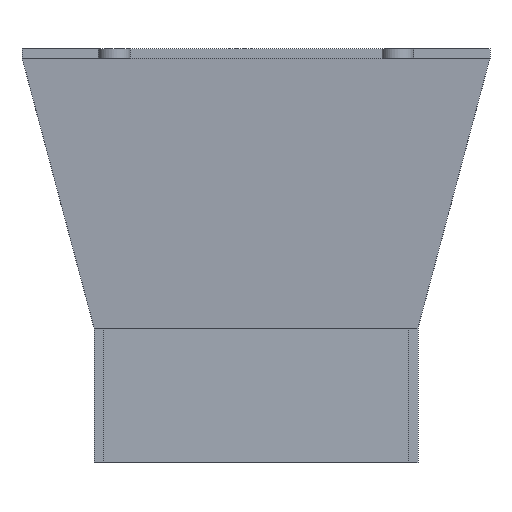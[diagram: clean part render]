
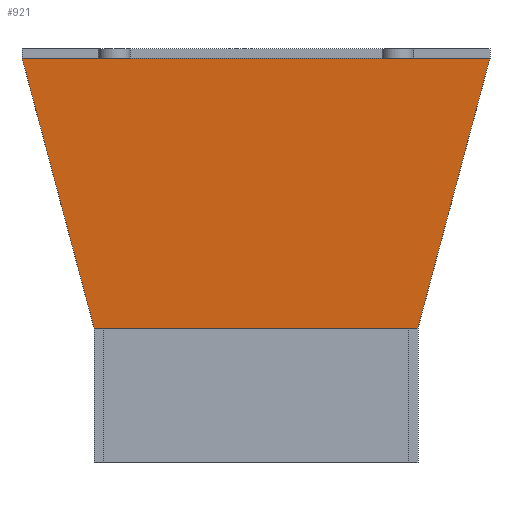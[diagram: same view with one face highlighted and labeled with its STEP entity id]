
A CAD part, front view. The second image highlights one B-rep face of the part: STEP entity #921.
In plain terms, the highlighted planar face has unit normal (0, -0.998, -0.058).
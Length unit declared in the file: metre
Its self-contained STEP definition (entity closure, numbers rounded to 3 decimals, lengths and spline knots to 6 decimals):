
#208=ORIENTED_EDGE('',*,*,#384,.F.);
#209=ORIENTED_EDGE('',*,*,#385,.F.);
#210=ORIENTED_EDGE('',*,*,#382,.F.);
#211=ORIENTED_EDGE('',*,*,#304,.T.);
#212=ORIENTED_EDGE('',*,*,#328,.F.);
#213=ORIENTED_EDGE('',*,*,#309,.T.);
#214=ORIENTED_EDGE('',*,*,#337,.F.);
#215=ORIENTED_EDGE('',*,*,#386,.T.);
#216=ORIENTED_EDGE('',*,*,#387,.F.);
#217=ORIENTED_EDGE('',*,*,#292,.F.);
#292=EDGE_CURVE('',#416,#417,#494,.F.);
#304=EDGE_CURVE('',#428,#429,#506,.F.);
#309=EDGE_CURVE('',#433,#434,#509,.F.);
#328=EDGE_CURVE('',#433,#429,#523,.T.);
#337=EDGE_CURVE('',#452,#434,#531,.T.);
#382=EDGE_CURVE('',#428,#470,#568,.T.);
#384=EDGE_CURVE('',#480,#416,#570,.F.);
#385=EDGE_CURVE('',#470,#480,#571,.T.);
#386=EDGE_CURVE('',#452,#481,#572,.T.);
#387=EDGE_CURVE('',#417,#481,#573,.F.);
#416=VERTEX_POINT('',#1268);
#417=VERTEX_POINT('',#1269);
#428=VERTEX_POINT('',#1294);
#429=VERTEX_POINT('',#1295);
#433=VERTEX_POINT('',#1305);
#434=VERTEX_POINT('',#1306);
#452=VERTEX_POINT('',#1360);
#470=VERTEX_POINT('',#1419);
#480=VERTEX_POINT('',#1459);
#481=VERTEX_POINT('',#1462);
#494=LINE('',#1267,#602);
#506=LINE('',#1293,#614);
#509=LINE('',#1304,#617);
#523=LINE('',#1343,#631);
#531=LINE('',#1361,#639);
#568=LINE('',#1453,#676);
#570=LINE('',#1458,#678);
#571=LINE('',#1460,#679);
#572=LINE('',#1461,#680);
#573=LINE('',#1463,#681);
#602=VECTOR('',#1023,1.);
#614=VECTOR('',#1039,1.);
#617=VECTOR('',#1048,1.);
#631=VECTOR('',#1082,1.);
#639=VECTOR('',#1100,1.);
#676=VECTOR('',#1193,1.);
#678=VECTOR('',#1201,1.);
#679=VECTOR('',#1202,1.);
#680=VECTOR('',#1203,1.);
#681=VECTOR('',#1204,1.);
#759=EDGE_LOOP('',(#208,#209,#210,#211,#212,#213,#214,#215,#216,#217));
#825=FACE_BOUND('',#759,.T.);
#869=PLANE('',#1002);
#921=ADVANCED_FACE('',(#825),#869,.F.);
#1002=AXIS2_PLACEMENT_3D('',#1457,#1199,#1200);
#1023=DIRECTION('',(1.,0.,0.));
#1039=DIRECTION('',(1.,0.,0.));
#1048=DIRECTION('',(1.,0.,0.));
#1082=DIRECTION('',(1.,0.,0.));
#1100=DIRECTION('',(1.,0.,0.));
#1193=DIRECTION('',(1.,0.,0.));
#1199=DIRECTION('',(0.,0.998,0.058));
#1200=DIRECTION('',(0.,-0.058,0.998));
#1201=DIRECTION('',(1.,0.,0.));
#1202=DIRECTION('',(-0.257,0.056,-0.965));
#1203=DIRECTION('',(0.257,0.056,-0.965));
#1204=DIRECTION('',(1.,0.,0.));
#1267=CARTESIAN_POINT('',(0.,-0.036,-0.082));
#1268=CARTESIAN_POINT('',(0.03393,-0.036,-0.082));
#1269=CARTESIAN_POINT('',(-0.03393,-0.036,-0.082));
#1293=CARTESIAN_POINT('',(0.,-0.0395,-0.022));
#1294=CARTESIAN_POINT('',(0.035,-0.0395,-0.022));
#1295=CARTESIAN_POINT('',(0.028,-0.0395,-0.022));
#1304=CARTESIAN_POINT('',(0.,-0.0395,-0.022));
#1305=CARTESIAN_POINT('',(-0.028,-0.0395,-0.022));
#1306=CARTESIAN_POINT('',(-0.035,-0.0395,-0.022));
#1343=CARTESIAN_POINT('',(0.,-0.0395,-0.022));
#1360=CARTESIAN_POINT('',(-0.052,-0.0395,-0.022));
#1361=CARTESIAN_POINT('',(-0.0435,-0.0395,-0.022));
#1419=CARTESIAN_POINT('',(0.052,-0.0395,-0.022));
#1453=CARTESIAN_POINT('',(0.0435,-0.0395,-0.022));
#1457=CARTESIAN_POINT('',(0.,-0.040645,-0.002371));
#1458=CARTESIAN_POINT('',(0.,-0.036,-0.082));
#1459=CARTESIAN_POINT('',(0.036,-0.036,-0.082));
#1460=CARTESIAN_POINT('',(0.052,-0.0395,-0.022));
#1461=CARTESIAN_POINT('',(-0.052,-0.0395,-0.022));
#1462=CARTESIAN_POINT('',(-0.036,-0.036,-0.082));
#1463=CARTESIAN_POINT('',(0.,-0.036,-0.082));
